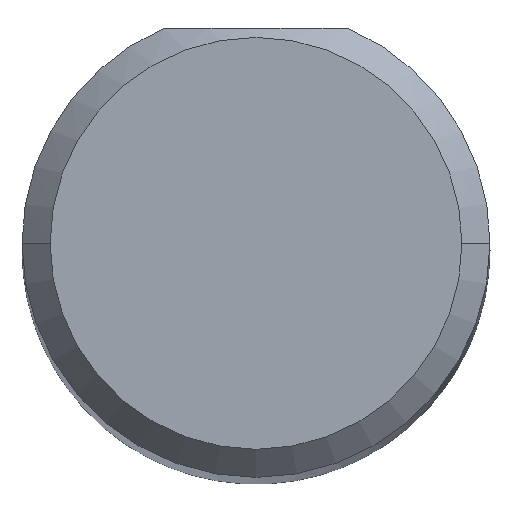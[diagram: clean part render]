
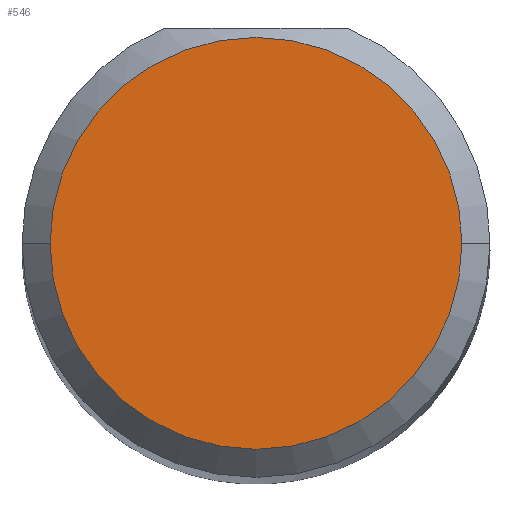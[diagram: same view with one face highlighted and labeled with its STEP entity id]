
A CAD part, top view. The second image highlights one B-rep face of the part: STEP entity #546.
In plain terms, the highlighted planar face has unit normal (0, 0, 1).
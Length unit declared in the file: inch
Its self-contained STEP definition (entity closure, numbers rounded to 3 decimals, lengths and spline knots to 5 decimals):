
#45 = CARTESIAN_POINT ( 'NONE',  ( 0.11, 0., 2.5 ) ) ;
#47 = FACE_OUTER_BOUND ( 'NONE', #528, .T. ) ;
#97 = AXIS2_PLACEMENT_3D ( 'NONE', #264, #679, #435 ) ;
#147 = VERTEX_POINT ( 'NONE', #45 ) ;
#181 = CARTESIAN_POINT ( 'NONE',  ( 0., 0., 2.5 ) ) ;
#234 = AXIS2_PLACEMENT_3D ( 'NONE', #636, #291, #284 ) ;
#244 = VERTEX_POINT ( 'NONE', #249 ) ;
#249 = CARTESIAN_POINT ( 'NONE',  ( -0.11, 0., 2.5 ) ) ;
#264 = CARTESIAN_POINT ( 'NONE',  ( 0., 0., 2.5 ) ) ;
#284 = DIRECTION ( 'NONE',  ( 1., 0., 0. ) ) ;
#291 = DIRECTION ( 'NONE',  ( 0., 0., 1. ) ) ;
#317 = CIRCLE ( 'NONE', #97, 0.11 ) ;
#319 = EDGE_CURVE ( 'NONE', #244, #147, #449, .T. ) ;
#389 = DIRECTION ( 'NONE',  ( 1., 0., 0. ) ) ;
#407 = PLANE ( 'NONE',  #234 ) ;
#435 = DIRECTION ( 'NONE',  ( 1., 0., 0. ) ) ;
#447 = AXIS2_PLACEMENT_3D ( 'NONE', #181, #490, #389 ) ;
#449 = CIRCLE ( 'NONE', #447, 0.11 ) ;
#490 = DIRECTION ( 'NONE',  ( 0., 0., 1. ) ) ;
#528 = EDGE_LOOP ( 'NONE', ( #533, #748 ) ) ;
#533 = ORIENTED_EDGE ( 'NONE', *, *, #319, .T. ) ;
#546 = ADVANCED_FACE ( 'NONE', ( #47 ), #407, .T. ) ;
#636 = CARTESIAN_POINT ( 'NONE',  ( 0., 0., 2.5 ) ) ;
#679 = DIRECTION ( 'NONE',  ( 0., 0., 1. ) ) ;
#709 = EDGE_CURVE ( 'NONE', #147, #244, #317, .T. ) ;
#748 = ORIENTED_EDGE ( 'NONE', *, *, #709, .T. ) ;
